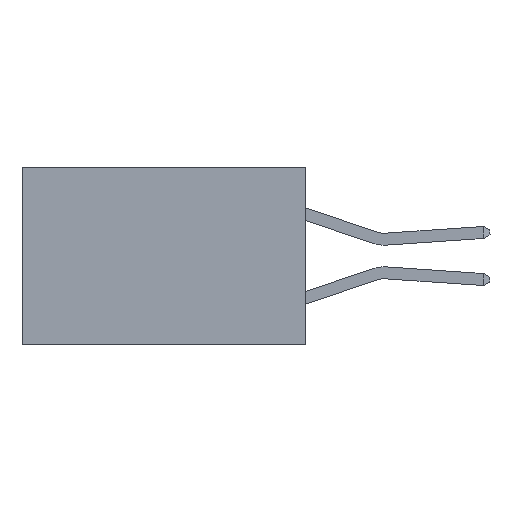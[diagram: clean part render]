
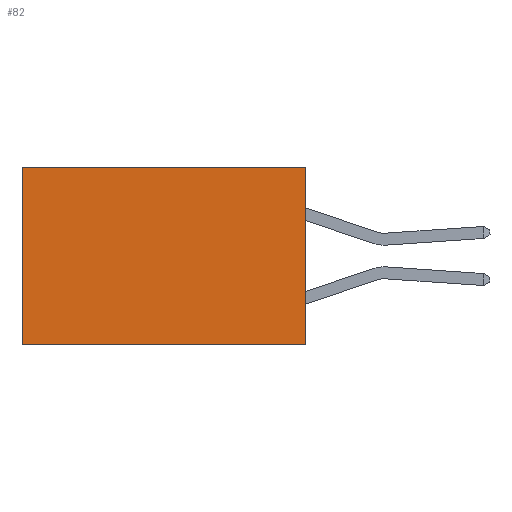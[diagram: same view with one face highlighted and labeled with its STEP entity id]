
A CAD part, left-side view. The second image highlights one B-rep face of the part: STEP entity #82.
In plain terms, the highlighted planar face has unit normal (-1, 0, 0).
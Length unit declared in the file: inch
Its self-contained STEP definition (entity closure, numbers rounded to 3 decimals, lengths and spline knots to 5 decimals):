
#82 = ADVANCED_FACE ( 'NONE', ( #4282 ), #1964, .F. ) ;
#464 = LINE ( 'NONE', #2595, #4108 ) ;
#514 = CARTESIAN_POINT ( 'NONE',  ( 0.277, 0., 0. ) ) ;
#608 = ORIENTED_EDGE ( 'NONE', *, *, #4264, .F. ) ;
#1081 = EDGE_LOOP ( 'NONE', ( #3859, #5438, #608, #2382 ) ) ;
#1467 = EDGE_CURVE ( 'NONE', #3001, #7562, #3431, .T. ) ;
#1737 = VECTOR ( 'NONE', #7081, 39.37008 ) ;
#1875 = CARTESIAN_POINT ( 'NONE',  ( 0.277, 0., 0. ) ) ;
#1964 = PLANE ( 'NONE',  #4045 ) ;
#2382 = ORIENTED_EDGE ( 'NONE', *, *, #1467, .T. ) ;
#2525 = CARTESIAN_POINT ( 'NONE',  ( 0.277, 0.59, 0. ) ) ;
#2593 = DIRECTION ( 'NONE',  ( 0., 0., -1. ) ) ;
#2595 = CARTESIAN_POINT ( 'NONE',  ( 0.277, 0.59, -0.37 ) ) ;
#2764 = CARTESIAN_POINT ( 'NONE',  ( 0.277, 0., -0.37 ) ) ;
#2915 = VERTEX_POINT ( 'NONE', #5844 ) ;
#3001 = VERTEX_POINT ( 'NONE', #1875 ) ;
#3431 = LINE ( 'NONE', #514, #1737 ) ;
#3697 = DIRECTION ( 'NONE',  ( 0., 0., -1. ) ) ;
#3768 = VERTEX_POINT ( 'NONE', #8041 ) ;
#3771 = VECTOR ( 'NONE', #5577, 39.37008 ) ;
#3859 = ORIENTED_EDGE ( 'NONE', *, *, #5242, .T. ) ;
#4045 = AXIS2_PLACEMENT_3D ( 'NONE', #2764, #7566, #3697 ) ;
#4108 = VECTOR ( 'NONE', #2593, 39.37008 ) ;
#4264 = EDGE_CURVE ( 'NONE', #3001, #3768, #5367, .T. ) ;
#4272 = CARTESIAN_POINT ( 'NONE',  ( 0.277, 0., -0.37 ) ) ;
#4282 = FACE_OUTER_BOUND ( 'NONE', #1081, .T. ) ;
#4972 = DIRECTION ( 'NONE',  ( 0., 1., 0. ) ) ;
#5035 = CARTESIAN_POINT ( 'NONE',  ( 0.277, 0., -0.37 ) ) ;
#5242 = EDGE_CURVE ( 'NONE', #7562, #2915, #464, .T. ) ;
#5367 = LINE ( 'NONE', #4272, #3771 ) ;
#5438 = ORIENTED_EDGE ( 'NONE', *, *, #7103, .F. ) ;
#5577 = DIRECTION ( 'NONE',  ( 0., 0., -1. ) ) ;
#5844 = CARTESIAN_POINT ( 'NONE',  ( 0.277, 0.59, -0.37 ) ) ;
#6370 = LINE ( 'NONE', #5035, #7695 ) ;
#7081 = DIRECTION ( 'NONE',  ( 0., 1., 0. ) ) ;
#7103 = EDGE_CURVE ( 'NONE', #3768, #2915, #6370, .T. ) ;
#7562 = VERTEX_POINT ( 'NONE', #2525 ) ;
#7566 = DIRECTION ( 'NONE',  ( 1., 0., 0. ) ) ;
#7695 = VECTOR ( 'NONE', #4972, 39.37008 ) ;
#8041 = CARTESIAN_POINT ( 'NONE',  ( 0.277, 0., -0.37 ) ) ;
